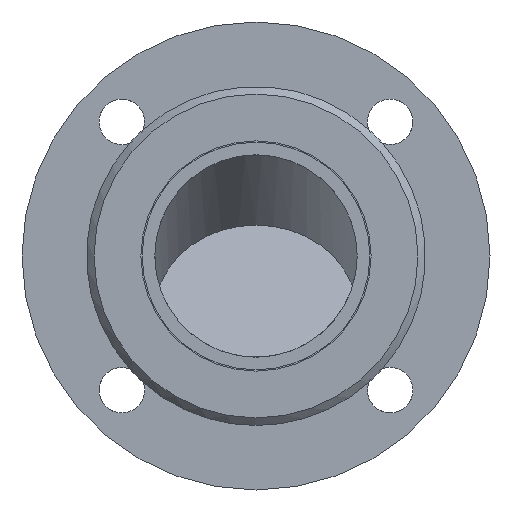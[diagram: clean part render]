
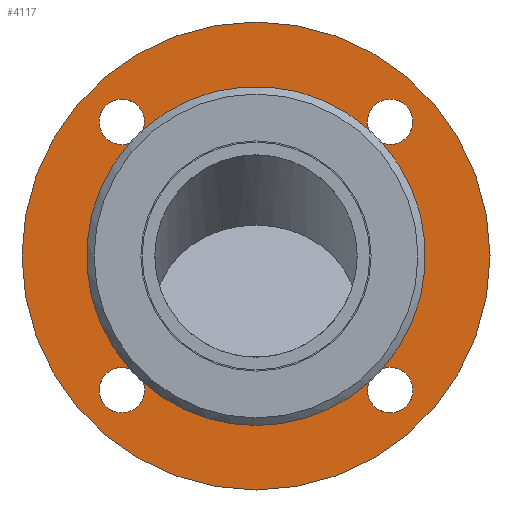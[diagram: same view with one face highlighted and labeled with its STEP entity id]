
A CAD part, front view. The second image highlights one B-rep face of the part: STEP entity #4117.
In plain terms, the highlighted planar face has unit normal (0, -1, 0).
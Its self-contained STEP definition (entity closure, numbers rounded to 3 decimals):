
#3852 = VERTEX_POINT('',#3853);
#3853 = CARTESIAN_POINT('',(0.,3.,-92.5));
#3858 = EDGE_CURVE('',#3852,#3852,#3859,.T.);
#3859 = CIRCLE('',#3860,92.5);
#3860 = AXIS2_PLACEMENT_3D('',#3861,#3862,#3863);
#3861 = CARTESIAN_POINT('',(0.,3.,0.));
#3862 = DIRECTION('',(0.,1.,0.));
#3863 = DIRECTION('',(0.,0.,-1.));
#3911 = VERTEX_POINT('',#3912);
#3912 = CARTESIAN_POINT('',(53.033,3.,
    -44.033));
#3917 = EDGE_CURVE('',#3911,#3918,#3920,.T.);
#3918 = VERTEX_POINT('',#3919);
#3919 = CARTESIAN_POINT('',(44.542,3.,
    -50.05));
#3920 = CIRCLE('',#3921,9.);
#3921 = AXIS2_PLACEMENT_3D('',#3922,#3923,#3924);
#3922 = CARTESIAN_POINT('',(53.033,3.,
    -53.033));
#3923 = DIRECTION('',(0.,1.,-0.));
#3924 = DIRECTION('',(0.,0.,1.));
#3927 = VERTEX_POINT('',#3928);
#3928 = CARTESIAN_POINT('',(50.05,3.,
    -44.542));
#3935 = EDGE_CURVE('',#3927,#3911,#3936,.T.);
#3936 = CIRCLE('',#3937,9.);
#3937 = AXIS2_PLACEMENT_3D('',#3938,#3939,#3940);
#3938 = CARTESIAN_POINT('',(53.033,3.,
    -53.033));
#3939 = DIRECTION('',(0.,1.,0.));
#3940 = DIRECTION('',(-0.331,0.,0.943)
  );
#3952 = VERTEX_POINT('',#3953);
#3953 = CARTESIAN_POINT('',(-44.542,3.,
    50.05));
#3954 = VERTEX_POINT('',#3955);
#3955 = CARTESIAN_POINT('',(-50.05,3.,
    44.542));
#3962 = EDGE_CURVE('',#3954,#3963,#3965,.T.);
#3963 = VERTEX_POINT('',#3964);
#3964 = CARTESIAN_POINT('',(-53.033,3.,
    44.033));
#3965 = CIRCLE('',#3966,9.);
#3966 = AXIS2_PLACEMENT_3D('',#3967,#3968,#3969);
#3967 = CARTESIAN_POINT('',(-53.033,3.,
    53.033));
#3968 = DIRECTION('',(0.,1.,0.));
#3969 = DIRECTION('',(0.331,0.,-0.943)
  );
#3978 = EDGE_CURVE('',#3963,#3952,#3979,.T.);
#3979 = CIRCLE('',#3980,9.);
#3980 = AXIS2_PLACEMENT_3D('',#3981,#3982,#3983);
#3981 = CARTESIAN_POINT('',(-53.033,3.,
    53.033));
#3982 = DIRECTION('',(0.,1.,0.));
#3983 = DIRECTION('',(0.,0.,-1.));
#3994 = VERTEX_POINT('',#3995);
#3995 = CARTESIAN_POINT('',(50.05,3.,
    44.542));
#3996 = VERTEX_POINT('',#3997);
#3997 = CARTESIAN_POINT('',(44.542,3.,
    50.05));
#4004 = EDGE_CURVE('',#3996,#4005,#4007,.T.);
#4005 = VERTEX_POINT('',#4006);
#4006 = CARTESIAN_POINT('',(44.033,3.,
    53.033));
#4007 = CIRCLE('',#4008,9.);
#4008 = AXIS2_PLACEMENT_3D('',#4009,#4010,#4011);
#4009 = CARTESIAN_POINT('',(53.033,3.,
    53.033));
#4010 = DIRECTION('',(0.,1.,0.));
#4011 = DIRECTION('',(-0.943,0.,-0.331)
  );
#4020 = EDGE_CURVE('',#4005,#3994,#4021,.T.);
#4021 = CIRCLE('',#4022,9.);
#4022 = AXIS2_PLACEMENT_3D('',#4023,#4024,#4025);
#4023 = CARTESIAN_POINT('',(53.033,3.,
    53.033));
#4024 = DIRECTION('',(0.,1.,-0.));
#4025 = DIRECTION('',(-1.,0.,0.));
#4037 = VERTEX_POINT('',#4038);
#4038 = CARTESIAN_POINT('',(-44.033,3.,
    -53.033));
#4043 = EDGE_CURVE('',#4037,#4044,#4046,.T.);
#4044 = VERTEX_POINT('',#4045);
#4045 = CARTESIAN_POINT('',(-50.05,3.,
    -44.542));
#4046 = CIRCLE('',#4047,9.);
#4047 = AXIS2_PLACEMENT_3D('',#4048,#4049,#4050);
#4048 = CARTESIAN_POINT('',(-53.033,3.,
    -53.033));
#4049 = DIRECTION('',(0.,1.,0.));
#4050 = DIRECTION('',(1.,0.,0.));
#4053 = VERTEX_POINT('',#4054);
#4054 = CARTESIAN_POINT('',(-44.542,3.,
    -50.05));
#4061 = EDGE_CURVE('',#4053,#4037,#4062,.T.);
#4062 = CIRCLE('',#4063,9.);
#4063 = AXIS2_PLACEMENT_3D('',#4064,#4065,#4066);
#4064 = CARTESIAN_POINT('',(-53.033,3.,
    -53.033));
#4065 = DIRECTION('',(0.,1.,0.));
#4066 = DIRECTION('',(0.943,0.,0.331)
  );
#4117 = ADVANCED_FACE('',(#4118,#4121),#4168,.F.);
#4118 = FACE_BOUND('',#4119,.T.);
#4119 = EDGE_LOOP('',(#4120));
#4120 = ORIENTED_EDGE('',*,*,#3858,.F.);
#4121 = FACE_BOUND('',#4122,.T.);
#4122 = EDGE_LOOP('',(#4123,#4124,#4131,#4132,#4133,#4140,#4141,#4142,
    #4149,#4150,#4151,#4160,#4167));
#4123 = ORIENTED_EDGE('',*,*,#4043,.T.);
#4124 = ORIENTED_EDGE('',*,*,#4125,.F.);
#4125 = EDGE_CURVE('',#3954,#4044,#4126,.T.);
#4126 = CIRCLE('',#4127,67.);
#4127 = AXIS2_PLACEMENT_3D('',#4128,#4129,#4130);
#4128 = CARTESIAN_POINT('',(0.,3.,0.));
#4129 = DIRECTION('',(0.,-1.,0.));
#4130 = DIRECTION('',(-0.747,0.,0.665)
  );
#4131 = ORIENTED_EDGE('',*,*,#3962,.T.);
#4132 = ORIENTED_EDGE('',*,*,#3978,.T.);
#4133 = ORIENTED_EDGE('',*,*,#4134,.F.);
#4134 = EDGE_CURVE('',#3996,#3952,#4135,.T.);
#4135 = CIRCLE('',#4136,67.);
#4136 = AXIS2_PLACEMENT_3D('',#4137,#4138,#4139);
#4137 = CARTESIAN_POINT('',(0.,3.,0.));
#4138 = DIRECTION('',(0.,-1.,0.));
#4139 = DIRECTION('',(0.665,0.,0.747)
  );
#4140 = ORIENTED_EDGE('',*,*,#4004,.T.);
#4141 = ORIENTED_EDGE('',*,*,#4020,.T.);
#4142 = ORIENTED_EDGE('',*,*,#4143,.F.);
#4143 = EDGE_CURVE('',#3927,#3994,#4144,.T.);
#4144 = CIRCLE('',#4145,67.);
#4145 = AXIS2_PLACEMENT_3D('',#4146,#4147,#4148);
#4146 = CARTESIAN_POINT('',(0.,3.,0.));
#4147 = DIRECTION('',(0.,-1.,0.));
#4148 = DIRECTION('',(0.747,0.,-0.665
    ));
#4149 = ORIENTED_EDGE('',*,*,#3935,.T.);
#4150 = ORIENTED_EDGE('',*,*,#3917,.T.);
#4151 = ORIENTED_EDGE('',*,*,#4152,.F.);
#4152 = EDGE_CURVE('',#4153,#3918,#4155,.T.);
#4153 = VERTEX_POINT('',#4154);
#4154 = CARTESIAN_POINT('',(0.,3.,-67.));
#4155 = CIRCLE('',#4156,67.);
#4156 = AXIS2_PLACEMENT_3D('',#4157,#4158,#4159);
#4157 = CARTESIAN_POINT('',(0.,3.,0.));
#4158 = DIRECTION('',(0.,-1.,-0.));
#4159 = DIRECTION('',(0.,0.,-1.));
#4160 = ORIENTED_EDGE('',*,*,#4161,.F.);
#4161 = EDGE_CURVE('',#4053,#4153,#4162,.T.);
#4162 = CIRCLE('',#4163,67.);
#4163 = AXIS2_PLACEMENT_3D('',#4164,#4165,#4166);
#4164 = CARTESIAN_POINT('',(0.,3.,0.));
#4165 = DIRECTION('',(0.,-1.,0.));
#4166 = DIRECTION('',(-0.665,0.,-0.747
    ));
#4167 = ORIENTED_EDGE('',*,*,#4061,.T.);
#4168 = PLANE('',#4169);
#4169 = AXIS2_PLACEMENT_3D('',#4170,#4171,#4172);
#4170 = CARTESIAN_POINT('',(0.,3.,0.));
#4171 = DIRECTION('',(0.,1.,0.));
#4172 = DIRECTION('',(0.,0.,-1.));
